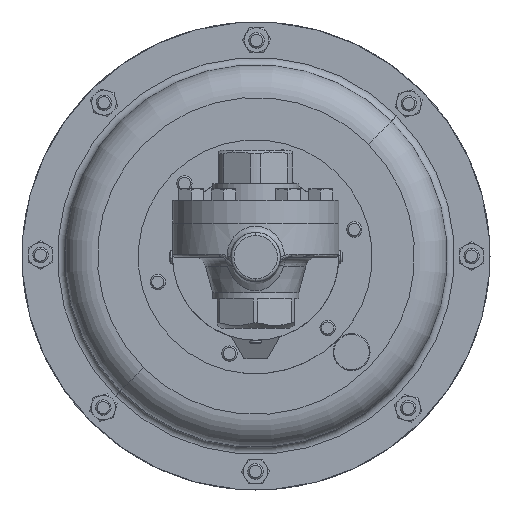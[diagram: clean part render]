
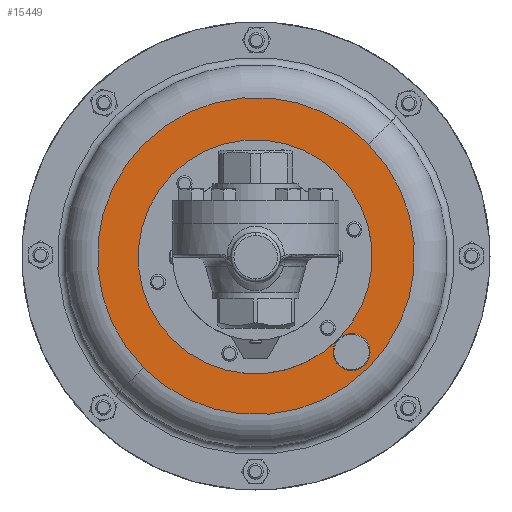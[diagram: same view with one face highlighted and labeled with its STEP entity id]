
A CAD part, front view. The second image highlights one B-rep face of the part: STEP entity #15449.
In plain terms, the highlighted planar face has unit normal (0, -1, 0).
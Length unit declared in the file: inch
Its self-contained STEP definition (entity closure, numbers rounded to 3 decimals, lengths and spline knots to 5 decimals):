
#57 = DIRECTION ( 'NONE',  ( 0., -1., 0. ) ) ;
#74 = DIRECTION ( 'NONE',  ( -0.709, 0., -0.705 ) ) ;
#718 = DIRECTION ( 'NONE',  ( 0., 1., 0. ) ) ;
#1417 = CIRCLE ( 'NONE', #4767, 0.375 ) ;
#1431 = CARTESIAN_POINT ( 'NONE',  ( 1.53959, 8.96145, 3.66025 ) ) ;
#1659 = ORIENTED_EDGE ( 'NONE', *, *, #6291, .T. ) ;
#1801 = CARTESIAN_POINT ( 'NONE',  ( 3.82652, 8.96145, 1.39494 ) ) ;
#1897 = PLANE ( 'NONE',  #12882 ) ;
#1977 = ORIENTED_EDGE ( 'NONE', *, *, #11645, .T. ) ;
#2137 = ORIENTED_EDGE ( 'NONE', *, *, #3582, .T. ) ;
#2327 = CIRCLE ( 'NONE', #6515, 0.375 ) ;
#2472 = CARTESIAN_POINT ( 'NONE',  ( 3.20427, 8.96145, 5.3542 ) ) ;
#2558 = FACE_BOUND ( 'NONE', #19213, .T. ) ;
#2888 = DIRECTION ( 'NONE',  ( 0.709, 0., 0.705 ) ) ;
#3028 = DIRECTION ( 'NONE',  ( 0.701, 0., 0.713 ) ) ;
#3075 = AXIS2_PLACEMENT_3D ( 'NONE', #20331, #19985, #5942 ) ;
#3510 = CARTESIAN_POINT ( 'NONE',  ( 3.22577, 8.96145, 1.9877 ) ) ;
#3582 = EDGE_CURVE ( 'NONE', #15337, #7061, #12665, .T. ) ;
#4702 = CARTESIAN_POINT ( 'NONE',  ( 3.49566, 8.96145, 1.72734 ) ) ;
#4767 = AXIS2_PLACEMENT_3D ( 'NONE', #14668, #13886, #19349 ) ;
#4831 = VERTEX_POINT ( 'NONE', #9548 ) ;
#4884 = VERTEX_POINT ( 'NONE', #10369 ) ;
#5771 = ORIENTED_EDGE ( 'NONE', *, *, #9459, .T. ) ;
#5942 = DIRECTION ( 'NONE',  ( 0.709, 0., 0.705 ) ) ;
#6088 = CARTESIAN_POINT ( 'NONE',  ( 3.23211, 8.96145, 1.99411 ) ) ;
#6291 = EDGE_CURVE ( 'NONE', #4831, #16966, #2327, .T. ) ;
#6306 = AXIS2_PLACEMENT_3D ( 'NONE', #1431, #12630, #3028 ) ;
#6515 = AXIS2_PLACEMENT_3D ( 'NONE', #4702, #718, #6964 ) ;
#6852 = CIRCLE ( 'NONE', #12748, 2.375 ) ;
#6868 = VERTEX_POINT ( 'NONE', #20351 ) ;
#6934 = AXIS2_PLACEMENT_3D ( 'NONE', #17412, #17464, #17432 ) ;
#6953 = ORIENTED_EDGE ( 'NONE', *, *, #13650, .F. ) ;
#6964 = DIRECTION ( 'NONE',  ( 0.792, 0., 0.61 ) ) ;
#7029 = EDGE_CURVE ( 'NONE', #6868, #4884, #8193, .T. ) ;
#7061 = VERTEX_POINT ( 'NONE', #2472 ) ;
#7103 = CARTESIAN_POINT ( 'NONE',  ( 3.19863, 8.96145, 1.49844 ) ) ;
#7780 = DIRECTION ( 'NONE',  ( 0.701, 0., 0.713 ) ) ;
#8193 = CIRCLE ( 'NONE', #12187, 3.219 ) ;
#8895 = ORIENTED_EDGE ( 'NONE', *, *, #9984, .T. ) ;
#8901 = DIRECTION ( 'NONE',  ( 0., 1., 0. ) ) ;
#9037 = VERTEX_POINT ( 'NONE', #3510 ) ;
#9459 = EDGE_CURVE ( 'NONE', #9037, #15337, #6852, .T. ) ;
#9548 = CARTESIAN_POINT ( 'NONE',  ( 3.79269, 8.96145, 1.95625 ) ) ;
#9770 = CARTESIAN_POINT ( 'NONE',  ( 1.55564, 8.96145, 3.6764 ) ) ;
#9935 = CIRCLE ( 'NONE', #6934, 2.375 ) ;
#9984 = EDGE_CURVE ( 'NONE', #16182, #4831, #19549, .T. ) ;
#10369 = CARTESIAN_POINT ( 'NONE',  ( 3.8371, 8.96145, 5.94728 ) ) ;
#10688 = ORIENTED_EDGE ( 'NONE', *, *, #7029, .F. ) ;
#11511 = CARTESIAN_POINT ( 'NONE',  ( -0.12509, 8.96145, 1.9663 ) ) ;
#11638 = EDGE_CURVE ( 'NONE', #16966, #9037, #1417, .T. ) ;
#11645 = EDGE_CURVE ( 'NONE', #7061, #16182, #9935, .T. ) ;
#11897 = CIRCLE ( 'NONE', #3075, 3.219 ) ;
#12187 = AXIS2_PLACEMENT_3D ( 'NONE', #9770, #8901, #2888 ) ;
#12630 = DIRECTION ( 'NONE',  ( 0., 1., 0. ) ) ;
#12665 = CIRCLE ( 'NONE', #6306, 2.375 ) ;
#12748 = AXIS2_PLACEMENT_3D ( 'NONE', #13036, #13005, #7780 ) ;
#12882 = AXIS2_PLACEMENT_3D ( 'NONE', #1801, #57, #74 ) ;
#13005 = DIRECTION ( 'NONE',  ( 0., 1., 0. ) ) ;
#13036 = CARTESIAN_POINT ( 'NONE',  ( 1.53959, 8.96145, 3.66025 ) ) ;
#13650 = EDGE_CURVE ( 'NONE', #4884, #6868, #11897, .T. ) ;
#13886 = DIRECTION ( 'NONE',  ( 0., 1., 0. ) ) ;
#14668 = CARTESIAN_POINT ( 'NONE',  ( 3.49566, 8.96145, 1.72734 ) ) ;
#14723 = AXIS2_PLACEMENT_3D ( 'NONE', #16262, #16290, #16307 ) ;
#14786 = FACE_OUTER_BOUND ( 'NONE', #17007, .T. ) ;
#15337 = VERTEX_POINT ( 'NONE', #11511 ) ;
#15449 = ADVANCED_FACE ( 'NONE', ( #14786, #2558 ), #1897, .T. ) ;
#16182 = VERTEX_POINT ( 'NONE', #6088 ) ;
#16262 = CARTESIAN_POINT ( 'NONE',  ( 3.49566, 8.96145, 1.72734 ) ) ;
#16290 = DIRECTION ( 'NONE',  ( 0., 1., 0. ) ) ;
#16307 = DIRECTION ( 'NONE',  ( 0.792, 0., 0.61 ) ) ;
#16966 = VERTEX_POINT ( 'NONE', #7103 ) ;
#17007 = EDGE_LOOP ( 'NONE', ( #6953, #10688 ) ) ;
#17412 = CARTESIAN_POINT ( 'NONE',  ( 1.53959, 8.96145, 3.66025 ) ) ;
#17432 = DIRECTION ( 'NONE',  ( 0.701, 0., 0.713 ) ) ;
#17464 = DIRECTION ( 'NONE',  ( 0., 1., 0. ) ) ;
#18848 = ORIENTED_EDGE ( 'NONE', *, *, #11638, .T. ) ;
#19213 = EDGE_LOOP ( 'NONE', ( #8895, #1659, #18848, #5771, #2137, #1977 ) ) ;
#19349 = DIRECTION ( 'NONE',  ( 0.792, 0., 0.61 ) ) ;
#19549 = CIRCLE ( 'NONE', #14723, 0.375 ) ;
#19985 = DIRECTION ( 'NONE',  ( 0., 1., 0. ) ) ;
#20331 = CARTESIAN_POINT ( 'NONE',  ( 1.55564, 8.96145, 3.6764 ) ) ;
#20351 = CARTESIAN_POINT ( 'NONE',  ( -0.72582, 8.96145, 1.40552 ) ) ;
